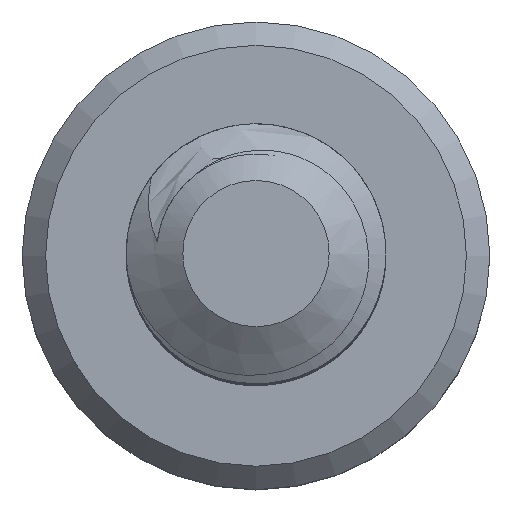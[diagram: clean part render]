
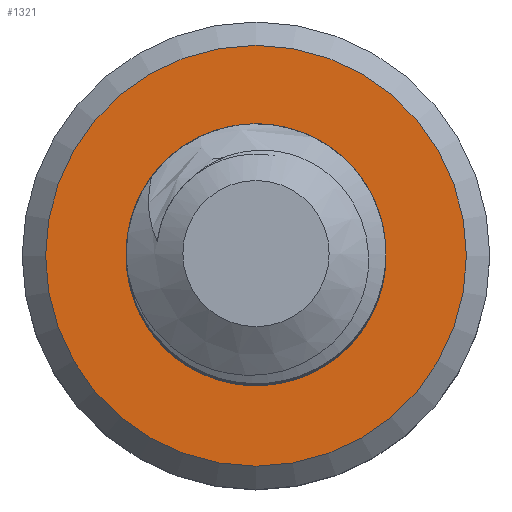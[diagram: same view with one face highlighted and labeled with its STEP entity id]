
A CAD part, top view. The second image highlights one B-rep face of the part: STEP entity #1321.
In plain terms, the highlighted planar face has unit normal (0, 0, 1).
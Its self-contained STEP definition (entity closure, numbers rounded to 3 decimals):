
#16=FACE_BOUND('',#185,.T.);
#19=PLANE('',#1426);
#107=FACE_OUTER_BOUND('',#184,.T.);
#184=EDGE_LOOP('',(#1158));
#185=EDGE_LOOP('',(#1159,#1160,#1161,#1162));
#198=CIRCLE('',#1349,1.25);
#203=CIRCLE('',#1406,2.025);
#209=CIRCLE('',#1417,0.958);
#325=B_SPLINE_CURVE_WITH_KNOTS('',3,(#6473,#6474,#6475,#6476,#6477,#6478,
#6479,#6480,#6481,#6482,#6483,#6484,#6485,#6486,#6487,#6488),
 .UNSPECIFIED.,.F.,.F.,(4,2,2,2,2,2,2,4),(0.,0.026,0.051,
0.089,0.134,0.183,0.229,
0.284),.UNSPECIFIED.);
#326=B_SPLINE_CURVE_WITH_KNOTS('',3,(#7187,#7188,#7189,#7190,#7191,#7192,
#7193,#7194,#7195,#7196,#7197,#7198,#7199,#7200,#7201,#7202,#7203,#7204),
 .UNSPECIFIED.,.F.,.F.,(4,2,2,2,2,2,2,2,4),(0.,0.025,0.048,
0.091,0.136,0.184,0.235,
0.28,0.346),.UNSPECIFIED.);
#465=VERTEX_POINT('',#1696);
#466=VERTEX_POINT('',#1731);
#574=VERTEX_POINT('',#5635);
#582=VERTEX_POINT('',#5703);
#583=VERTEX_POINT('',#5738);
#596=EDGE_CURVE('',#465,#466,#198,.T.);
#756=EDGE_CURVE('',#574,#574,#203,.T.);
#770=EDGE_CURVE('',#583,#582,#209,.T.);
#773=EDGE_CURVE('',#582,#466,#325,.T.);
#774=EDGE_CURVE('',#465,#583,#326,.T.);
#1158=ORIENTED_EDGE('',*,*,#756,.T.);
#1159=ORIENTED_EDGE('',*,*,#596,.F.);
#1160=ORIENTED_EDGE('',*,*,#774,.T.);
#1161=ORIENTED_EDGE('',*,*,#770,.T.);
#1162=ORIENTED_EDGE('',*,*,#773,.T.);
#1321=ADVANCED_FACE('',(#107,#16),#19,.F.);
#1349=AXIS2_PLACEMENT_3D('',#1732,#1444,#1445);
#1406=AXIS2_PLACEMENT_3D('',#5637,#1610,#1611);
#1417=AXIS2_PLACEMENT_3D('',#5739,#1635,#1636);
#1426=AXIS2_PLACEMENT_3D('',#7216,#1653,#1654);
#1444=DIRECTION('center_axis',(0.,0.,1.));
#1445=DIRECTION('ref_axis',(1.,0.,0.));
#1610=DIRECTION('center_axis',(0.,0.,1.));
#1611=DIRECTION('ref_axis',(-1.,0.,0.));
#1635=DIRECTION('center_axis',(0.,0.,-1.));
#1636=DIRECTION('ref_axis',(1.,0.,0.));
#1653=DIRECTION('center_axis',(0.,0.,-1.));
#1654=DIRECTION('ref_axis',(-1.,0.,0.));
#1696=CARTESIAN_POINT('',(-1.083,-0.625,-12.));
#1731=CARTESIAN_POINT('',(-0.335,-1.204,-12.));
#1732=CARTESIAN_POINT('Origin',(0.,0.,-12.));
#5635=CARTESIAN_POINT('',(2.025,0.,-12.));
#5637=CARTESIAN_POINT('Origin',(0.,0.,-12.));
#5703=CARTESIAN_POINT('',(0.829,0.479,-12.));
#5738=CARTESIAN_POINT('',(0.256,0.923,-12.));
#5739=CARTESIAN_POINT('Origin',(0.,0.,-12.));
#6473=CARTESIAN_POINT('Ctrl Pts',(0.829,0.479,-12.));
#6474=CARTESIAN_POINT('Ctrl Pts',(0.881,0.409,-12.));
#6475=CARTESIAN_POINT('Ctrl Pts',(0.924,0.333,-12.));
#6476=CARTESIAN_POINT('Ctrl Pts',(0.988,0.175,-12.));
#6477=CARTESIAN_POINT('Ctrl Pts',(1.01,0.094,-12.));
#6478=CARTESIAN_POINT('Ctrl Pts',(1.038,-0.112,-12.));
#6479=CARTESIAN_POINT('Ctrl Pts',(1.032,-0.238,-12.));
#6480=CARTESIAN_POINT('Ctrl Pts',(0.97,-0.507,
-12.));
#6481=CARTESIAN_POINT('Ctrl Pts',(0.905,-0.636,-12.));
#6482=CARTESIAN_POINT('Ctrl Pts',(0.738,-0.867,
-12.));
#6483=CARTESIAN_POINT('Ctrl Pts',(0.63,-0.968,
-12.));
#6484=CARTESIAN_POINT('Ctrl Pts',(0.387,-1.121,-12.));
#6485=CARTESIAN_POINT('Ctrl Pts',(0.256,-1.173,-12.));
#6486=CARTESIAN_POINT('Ctrl Pts',(-0.043,-1.233,
-12.));
#6487=CARTESIAN_POINT('Ctrl Pts',(-0.2,-1.228,
-12.));
#6488=CARTESIAN_POINT('Ctrl Pts',(-0.335,-1.204,-12.));
#7187=CARTESIAN_POINT('Ctrl Pts',(-1.083,-0.625,
-12.));
#7188=CARTESIAN_POINT('Ctrl Pts',(-1.117,-0.55,
-12.));
#7189=CARTESIAN_POINT('Ctrl Pts',(-1.144,-0.472,-12.));
#7190=CARTESIAN_POINT('Ctrl Pts',(-1.179,-0.317,
-12.));
#7191=CARTESIAN_POINT('Ctrl Pts',(-1.189,-0.242,
-12.));
#7192=CARTESIAN_POINT('Ctrl Pts',(-1.196,-0.022,
-12.));
#7193=CARTESIAN_POINT('Ctrl Pts',(-1.174,0.122,-12.));
#7194=CARTESIAN_POINT('Ctrl Pts',(-1.077,0.401,-12.));
#7195=CARTESIAN_POINT('Ctrl Pts',(-1.005,0.52,-12.));
#7196=CARTESIAN_POINT('Ctrl Pts',(-0.85,0.71,
-12.));
#7197=CARTESIAN_POINT('Ctrl Pts',(-0.753,0.792,
-12.));
#7198=CARTESIAN_POINT('Ctrl Pts',(-0.528,0.923,
-12.));
#7199=CARTESIAN_POINT('Ctrl Pts',(-0.401,0.967,
-12.));
#7200=CARTESIAN_POINT('Ctrl Pts',(-0.152,1.003,-12.));
#7201=CARTESIAN_POINT('Ctrl Pts',(-0.057,0.997,
-12.));
#7202=CARTESIAN_POINT('Ctrl Pts',(0.09,0.98,
-12.));
#7203=CARTESIAN_POINT('Ctrl Pts',(0.175,0.957,-12.));
#7204=CARTESIAN_POINT('Ctrl Pts',(0.256,0.923,-12.));
#7216=CARTESIAN_POINT('Origin',(0.,0.,-12.));
